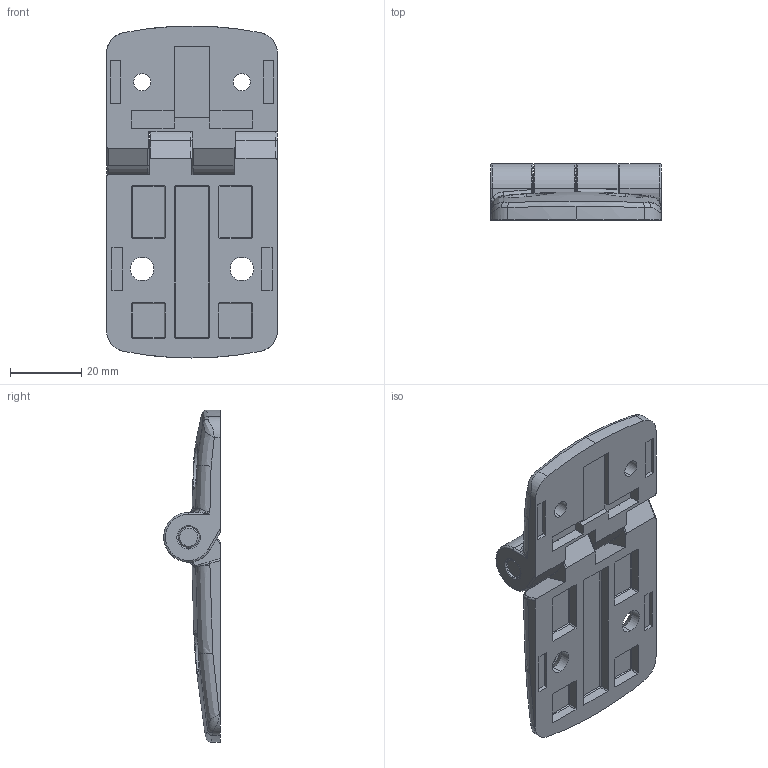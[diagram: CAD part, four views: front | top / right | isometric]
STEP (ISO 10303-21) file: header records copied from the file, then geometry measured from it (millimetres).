
FILE_DESCRIPTION (( 'STEP AP214' ), '1' );
FILE_NAME ('095k3560f00.STEP', '2014-08-13T11:43:39', ( '' ), ( '' ), 'SwSTEP 2.0', 'SolidWorks 2014', '' );
FILE_SCHEMA (( 'AUTOMOTIVE_DESIGN' ));
Length unit declared in the file: millimetre
Products named in the file (4): 095k-02; 095k35f00s01_F00; 095k60f00_095 k 60 f00; 095k3560f00
Assembly tree (3 placements, depth 2):
  095k3560f00
    095k60f00_095 k 60 f00
    095k35f00s01_F00
    095k-02
Bounding box: 48 x 15.9 x 93.25 mm (x, y, z)
Volume: 27180.7 mm3; surface area: 15207.3 mm2
Topology: 3 solids, 3 shells, 280 faces, 718 edges, 447 vertices
Faces by surface type: plane 131, cylinder 66, bspline 46, torus 25, cone 12
Entity records: 10780 total; most frequent: CARTESIAN_POINT 4230, ORIENTED_EDGE 1424, DIRECTION 1198, EDGE_CURVE 712, VERTEX_POINT 447, AXIS2_PLACEMENT_3D 401, VECTOR 396, LINE 396
